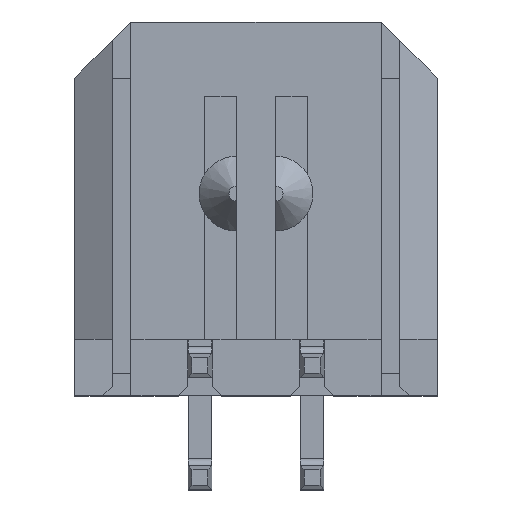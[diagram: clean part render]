
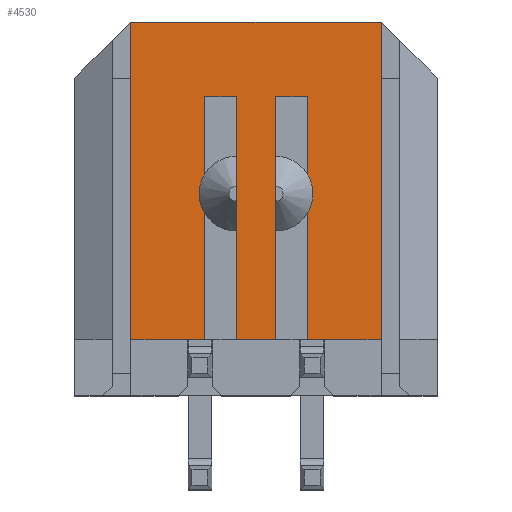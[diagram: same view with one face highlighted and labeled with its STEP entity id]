
A CAD part, top view. The second image highlights one B-rep face of the part: STEP entity #4530.
In plain terms, the highlighted planar face has unit normal (0, 0, 1).
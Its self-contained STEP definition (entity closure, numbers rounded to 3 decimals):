
#610=CARTESIAN_POINT('',(0.525,5.4,3.4));
#611=DIRECTION('',(0.,0.,1.));
#612=DIRECTION('',(0.944,-0.329,0.));
#613=AXIS2_PLACEMENT_3D('',#610,#611,#612);
#615=DIRECTION('',(0.,1.,0.));
#616=VECTOR('',#615,2.304);
#617=CARTESIAN_POINT('',(1.375,5.696,3.4));
#618=LINE('',#617,#616);
#619=DIRECTION('',(-1.,0.,0.));
#620=VECTOR('',#619,0.85);
#621=CARTESIAN_POINT('',(1.375,8.,3.4));
#622=LINE('',#621,#620);
#623=DIRECTION('',(0.,-1.,0.));
#624=VECTOR('',#623,6.5);
#625=CARTESIAN_POINT('',(0.525,8.,3.4));
#626=LINE('',#625,#624);
#627=DIRECTION('',(1.,0.,0.));
#628=VECTOR('',#627,1.05);
#629=CARTESIAN_POINT('',(-0.525,1.5,3.4));
#630=LINE('',#629,#628);
#631=DIRECTION('',(0.,1.,0.));
#632=VECTOR('',#631,6.5);
#633=CARTESIAN_POINT('',(-0.525,1.5,3.4));
#634=LINE('',#633,#632);
#635=DIRECTION('',(-1.,0.,0.));
#636=VECTOR('',#635,0.85);
#637=CARTESIAN_POINT('',(-0.525,8.,3.4));
#638=LINE('',#637,#636);
#639=DIRECTION('',(0.,-1.,0.));
#640=VECTOR('',#639,2.304);
#641=CARTESIAN_POINT('',(-1.375,8.,3.4));
#642=LINE('',#641,#640);
#643=CARTESIAN_POINT('',(-0.525,5.4,3.4));
#644=DIRECTION('',(0.,0.,1.));
#645=DIRECTION('',(-0.944,0.329,0.));
#646=AXIS2_PLACEMENT_3D('',#643,#644,#645);
#648=DIRECTION('',(0.,-1.,0.));
#649=VECTOR('',#648,3.604);
#650=CARTESIAN_POINT('',(-1.375,5.104,3.4));
#651=LINE('',#650,#649);
#652=DIRECTION('',(1.,0.,0.));
#653=VECTOR('',#652,1.975);
#654=CARTESIAN_POINT('',(-3.35,1.5,3.4));
#655=LINE('',#654,#653);
#656=DIRECTION('',(0.,1.,0.));
#657=VECTOR('',#656,8.5);
#658=CARTESIAN_POINT('',(-3.35,1.5,3.4));
#659=LINE('',#658,#657);
#660=DIRECTION('',(-1.,0.,0.));
#661=VECTOR('',#660,6.7);
#662=CARTESIAN_POINT('',(3.35,10.,3.4));
#663=LINE('',#662,#661);
#664=DIRECTION('',(0.,1.,0.));
#665=VECTOR('',#664,8.5);
#666=CARTESIAN_POINT('',(3.35,1.5,3.4));
#667=LINE('',#666,#665);
#668=DIRECTION('',(1.,0.,0.));
#669=VECTOR('',#668,1.975);
#670=CARTESIAN_POINT('',(1.375,1.5,3.4));
#671=LINE('',#670,#669);
#672=DIRECTION('',(0.,1.,0.));
#673=VECTOR('',#672,3.604);
#674=CARTESIAN_POINT('',(1.375,1.5,3.4));
#675=LINE('',#674,#673);
#2810=CARTESIAN_POINT('',(3.35,10.,3.4));
#2811=VERTEX_POINT('',#2810);
#2828=CARTESIAN_POINT('',(3.35,1.5,3.4));
#2829=VERTEX_POINT('',#2828);
#2834=CARTESIAN_POINT('',(-3.35,1.5,3.4));
#2835=VERTEX_POINT('',#2834);
#2836=CARTESIAN_POINT('',(-3.35,10.,3.4));
#2837=VERTEX_POINT('',#2836);
#3046=CARTESIAN_POINT('',(-0.525,1.5,3.4));
#3047=CARTESIAN_POINT('',(-0.525,8.,3.4));
#3048=VERTEX_POINT('',#3046);
#3049=VERTEX_POINT('',#3047);
#3050=CARTESIAN_POINT('',(-1.375,8.,3.4));
#3051=VERTEX_POINT('',#3050);
#3052=CARTESIAN_POINT('',(1.375,8.,3.4));
#3053=CARTESIAN_POINT('',(0.525,8.,3.4));
#3054=VERTEX_POINT('',#3052);
#3055=VERTEX_POINT('',#3053);
#3056=CARTESIAN_POINT('',(0.525,1.5,3.4));
#3057=VERTEX_POINT('',#3056);
#3058=CARTESIAN_POINT('',(-1.375,1.5,3.4));
#3059=VERTEX_POINT('',#3058);
#3060=CARTESIAN_POINT('',(1.375,1.5,3.4));
#3061=VERTEX_POINT('',#3060);
#3546=CARTESIAN_POINT('',(1.375,5.104,3.4));
#3547=CARTESIAN_POINT('',(1.375,5.696,3.4));
#3548=VERTEX_POINT('',#3546);
#3549=VERTEX_POINT('',#3547);
#3550=CARTESIAN_POINT('',(-1.375,5.696,3.4));
#3551=CARTESIAN_POINT('',(-1.375,5.104,3.4));
#3552=VERTEX_POINT('',#3550);
#3553=VERTEX_POINT('',#3551);
#4494=CARTESIAN_POINT('',(0.,0.,3.4));
#4495=DIRECTION('',(0.,0.,1.));
#4496=DIRECTION('',(1.,0.,0.));
#4497=AXIS2_PLACEMENT_3D('',#4494,#4495,#4496);
#4498=PLANE('',#4497);
#4500=ORIENTED_EDGE('',*,*,#4499,.T.);
#4502=ORIENTED_EDGE('',*,*,#4501,.T.);
#4504=ORIENTED_EDGE('',*,*,#4503,.T.);
#4506=ORIENTED_EDGE('',*,*,#4505,.T.);
#4507=ORIENTED_EDGE('',*,*,#4438,.F.);
#4509=ORIENTED_EDGE('',*,*,#4508,.T.);
#4511=ORIENTED_EDGE('',*,*,#4510,.T.);
#4513=ORIENTED_EDGE('',*,*,#4512,.T.);
#4515=ORIENTED_EDGE('',*,*,#4514,.T.);
#4517=ORIENTED_EDGE('',*,*,#4516,.T.);
#4518=ORIENTED_EDGE('',*,*,#4463,.F.);
#4520=ORIENTED_EDGE('',*,*,#4519,.T.);
#4522=ORIENTED_EDGE('',*,*,#4521,.F.);
#4524=ORIENTED_EDGE('',*,*,#4523,.F.);
#4525=ORIENTED_EDGE('',*,*,#4446,.F.);
#4527=ORIENTED_EDGE('',*,*,#4526,.T.);
#4528=EDGE_LOOP('',(#4500,#4502,#4504,#4506,#4507,#4509,#4511,#4513,#4515,#4517,
#4518,#4520,#4522,#4524,#4525,#4527));
#4529=FACE_OUTER_BOUND('',#4528,.F.);
#614=CIRCLE('',#613,0.9);
#647=CIRCLE('',#646,0.9);
#4438=EDGE_CURVE('',#3048,#3057,#630,.T.);
#4446=EDGE_CURVE('',#3061,#2829,#671,.T.);
#4463=EDGE_CURVE('',#2835,#3059,#655,.T.);
#4499=EDGE_CURVE('',#3548,#3549,#614,.T.);
#4501=EDGE_CURVE('',#3549,#3054,#618,.T.);
#4503=EDGE_CURVE('',#3054,#3055,#622,.T.);
#4505=EDGE_CURVE('',#3055,#3057,#626,.T.);
#4508=EDGE_CURVE('',#3048,#3049,#634,.T.);
#4510=EDGE_CURVE('',#3049,#3051,#638,.T.);
#4512=EDGE_CURVE('',#3051,#3552,#642,.T.);
#4514=EDGE_CURVE('',#3552,#3553,#647,.T.);
#4516=EDGE_CURVE('',#3553,#3059,#651,.T.);
#4519=EDGE_CURVE('',#2835,#2837,#659,.T.);
#4521=EDGE_CURVE('',#2811,#2837,#663,.T.);
#4523=EDGE_CURVE('',#2829,#2811,#667,.T.);
#4526=EDGE_CURVE('',#3061,#3548,#675,.T.);
#4530=ADVANCED_FACE('',(#4529),#4498,.T.);
